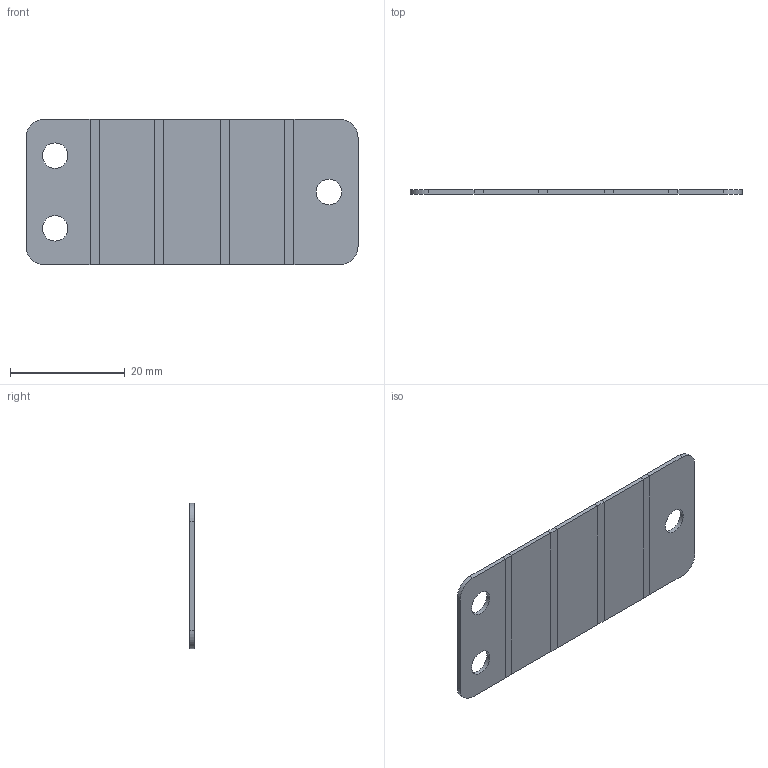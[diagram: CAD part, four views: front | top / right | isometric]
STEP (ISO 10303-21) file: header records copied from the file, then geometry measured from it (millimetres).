
FILE_DESCRIPTION(('produced by SPATIAL CORP'),'2;1');
FILE_NAME( 'part_9.prt.hh.sat.stp','2002-04-19T13:20:37+00:00',('SPATIAL CORP'),('SPATIAL CORP'), 'ACIS STEP Husk','http://www.spatial.com','SPATIAL CORP');
FILE_SCHEMA(('CONFIG_CONTROL_DESIGN'));
Length unit declared in the file: millimetre
Products named in the file (1): PRODUCT_ID_1
Bounding box: 57.98 x 0.76 x 25.4 mm (x, y, z)
Volume: 1080 mm3; surface area: 2989.6 mm2
Topology: 1 solids, 1 shells, 48 faces, 106 edges, 60 vertices
Faces by surface type: plane 38, cylinder 10
Entity records: 1371 total; most frequent: DIRECTION 222, CARTESIAN_POINT 214, ORIENTED_EDGE 212, EDGE_CURVE 106, VECTOR 86, LINE 86, AXIS2_PLACEMENT_3D 68, VERTEX_POINT 60
